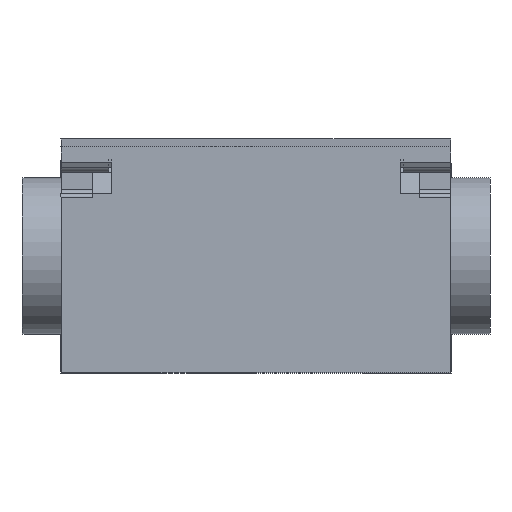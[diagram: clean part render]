
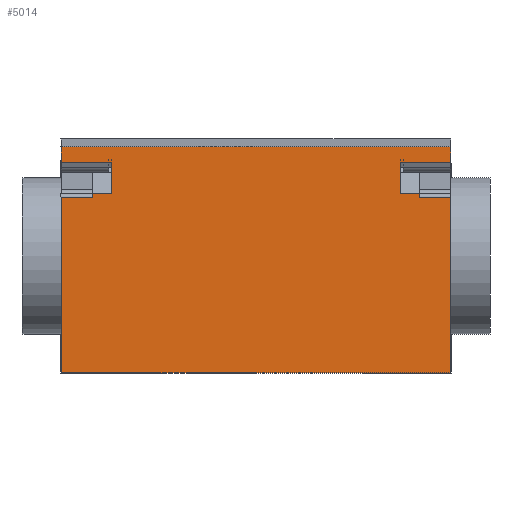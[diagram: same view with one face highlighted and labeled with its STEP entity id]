
A CAD part, front view. The second image highlights one B-rep face of the part: STEP entity #5014.
In plain terms, the highlighted planar face has unit normal (0, -1, 0).
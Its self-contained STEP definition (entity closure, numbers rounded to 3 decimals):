
#4325=CARTESIAN_POINT('',(43.5,0.,22.999));
#4326=VERTEX_POINT('',#4325);
#4360=CARTESIAN_POINT('',(43.5,0.,27.0));
#4361=VERTEX_POINT('',#4360);
#4368=CARTESIAN_POINT('',(43.5,0.,22.999));
#4369=DIRECTION('',(0.0,0.0,1.0));
#4370=VECTOR('',#4369,4.001);
#4371=LINE('',#4368,#4370);
#4372=EDGE_CURVE('',#4326,#4361,#4371,.T.);
#4382=CARTESIAN_POINT('',(6.5,0.,27.0));
#4383=VERTEX_POINT('',#4382);
#4419=CARTESIAN_POINT('',(6.5,0.,22.999));
#4420=VERTEX_POINT('',#4419);
#4427=CARTESIAN_POINT('',(6.5,0.,27.0));
#4428=DIRECTION('',(0.0,0.0,-1.0));
#4429=VECTOR('',#4428,4.001);
#4430=LINE('',#4427,#4429);
#4431=EDGE_CURVE('',#4383,#4420,#4430,.T.);
#4495=CARTESIAN_POINT('',(0.0,0.,27.0));
#4496=VERTEX_POINT('',#4495);
#4503=CARTESIAN_POINT('',(0.0,0.,29.0));
#4504=VERTEX_POINT('',#4503);
#4505=CARTESIAN_POINT('',(0.0,0.,27.0));
#4506=DIRECTION('',(0.0,0.0,1.0));
#4507=VECTOR('',#4506,2.0);
#4508=LINE('',#4505,#4507);
#4509=EDGE_CURVE('',#4496,#4504,#4508,.T.);
#4535=CARTESIAN_POINT('',(0.0,0.0,0.0));
#4536=VERTEX_POINT('',#4535);
#4543=CARTESIAN_POINT('',(0.0,0.,22.5));
#4544=VERTEX_POINT('',#4543);
#4545=CARTESIAN_POINT('',(0.0,0.,0.0));
#4546=DIRECTION('',(0.0,0.0,1.0));
#4547=VECTOR('',#4546,22.5);
#4548=LINE('',#4545,#4547);
#4549=EDGE_CURVE('',#4536,#4544,#4548,.T.);
#4594=CARTESIAN_POINT('',(6.5,0.,27.0));
#4595=DIRECTION('',(-1.0,0.0,0.0));
#4596=VECTOR('',#4595,6.5);
#4597=LINE('',#4594,#4596);
#4598=EDGE_CURVE('',#4383,#4496,#4597,.T.);
#4827=CARTESIAN_POINT('',(4.0,0.,22.5));
#4828=VERTEX_POINT('',#4827);
#4836=CARTESIAN_POINT('',(4.0,0.,22.999));
#4837=VERTEX_POINT('',#4836);
#4838=CARTESIAN_POINT('',(4.0,0.,22.5));
#4839=DIRECTION('',(0.0,0.0,1.0));
#4840=VECTOR('',#4839,0.499);
#4841=LINE('',#4838,#4840);
#4842=EDGE_CURVE('',#4828,#4837,#4841,.T.);
#4870=CARTESIAN_POINT('',(6.5,0.,22.999));
#4871=DIRECTION('',(-1.0,0.0,0.0));
#4872=VECTOR('',#4871,2.5);
#4873=LINE('',#4870,#4872);
#4874=EDGE_CURVE('',#4420,#4837,#4873,.T.);
#4904=CARTESIAN_POINT('',(0.0,0.,22.5));
#4905=DIRECTION('',(1.0,0.0,0.0));
#4906=VECTOR('',#4905,4.0);
#4907=LINE('',#4904,#4906);
#4908=EDGE_CURVE('',#4544,#4828,#4907,.T.);
#4920=CARTESIAN_POINT('',(50.,0.,29.0));
#4921=VERTEX_POINT('',#4920);
#4922=CARTESIAN_POINT('',(0.0,0.,29.));
#4923=DIRECTION('',(1.0,0.0,0.0));
#4924=VECTOR('',#4923,50.);
#4925=LINE('',#4922,#4924);
#4926=EDGE_CURVE('',#4504,#4921,#4925,.T.);
#4946=CARTESIAN_POINT('',(41.1,0.,0.));
#4947=DIRECTION('',(0.0,-1.0,0.0));
#4948=DIRECTION('',(0.0,0.0,1.0));
#4949=AXIS2_PLACEMENT_3D('',#4946,#4947,#4948);
#4950=PLANE('',#4949);
#4951=CARTESIAN_POINT('',(50.,0.0,0.0));
#4952=VERTEX_POINT('',#4951);
#4953=CARTESIAN_POINT('',(0.0,0.,0.));
#4954=DIRECTION('',(1.0,0.0,0.0));
#4955=VECTOR('',#4954,50.);
#4956=LINE('',#4953,#4955);
#4957=EDGE_CURVE('',#4536,#4952,#4956,.T.);
#4958=ORIENTED_EDGE('',*,*,#4957,.T.);
#4959=CARTESIAN_POINT('',(50.,0.,22.5));
#4960=VERTEX_POINT('',#4959);
#4961=CARTESIAN_POINT('',(50.,0.,0.0));
#4962=DIRECTION('',(0.0,0.0,1.0));
#4963=VECTOR('',#4962,22.5);
#4964=LINE('',#4961,#4963);
#4965=EDGE_CURVE('',#4952,#4960,#4964,.T.);
#4966=ORIENTED_EDGE('',*,*,#4965,.T.);
#4967=CARTESIAN_POINT('',(46.,0.,22.5));
#4968=VERTEX_POINT('',#4967);
#4969=CARTESIAN_POINT('',(50.,0.,22.5));
#4970=DIRECTION('',(-1.0,0.0,0.0));
#4971=VECTOR('',#4970,4.0);
#4972=LINE('',#4969,#4971);
#4973=EDGE_CURVE('',#4960,#4968,#4972,.T.);
#4974=ORIENTED_EDGE('',*,*,#4973,.T.);
#4975=CARTESIAN_POINT('',(46.,0.,22.999));
#4976=VERTEX_POINT('',#4975);
#4977=CARTESIAN_POINT('',(46.,0.,22.5));
#4978=DIRECTION('',(0.0,0.0,1.0));
#4979=VECTOR('',#4978,0.499);
#4980=LINE('',#4977,#4979);
#4981=EDGE_CURVE('',#4968,#4976,#4980,.T.);
#4982=ORIENTED_EDGE('',*,*,#4981,.T.);
#4983=CARTESIAN_POINT('',(43.5,0.,22.999));
#4984=DIRECTION('',(1.0,0.0,0.0));
#4985=VECTOR('',#4984,2.5);
#4986=LINE('',#4983,#4985);
#4987=EDGE_CURVE('',#4326,#4976,#4986,.T.);
#4988=ORIENTED_EDGE('',*,*,#4987,.F.);
#4989=ORIENTED_EDGE('',*,*,#4372,.T.);
#4990=CARTESIAN_POINT('',(50.,0.,27.0));
#4991=VERTEX_POINT('',#4990);
#4992=CARTESIAN_POINT('',(43.5,0.,27.0));
#4993=DIRECTION('',(1.0,0.0,0.0));
#4994=VECTOR('',#4993,6.5);
#4995=LINE('',#4992,#4994);
#4996=EDGE_CURVE('',#4361,#4991,#4995,.T.);
#4997=ORIENTED_EDGE('',*,*,#4996,.T.);
#4998=CARTESIAN_POINT('',(50.,0.,27.0));
#4999=DIRECTION('',(0.0,0.0,1.0));
#5000=VECTOR('',#4999,2.0);
#5001=LINE('',#4998,#5000);
#5002=EDGE_CURVE('',#4991,#4921,#5001,.T.);
#5003=ORIENTED_EDGE('',*,*,#5002,.T.);
#5004=ORIENTED_EDGE('',*,*,#4926,.F.);
#5005=ORIENTED_EDGE('',*,*,#4509,.F.);
#5006=ORIENTED_EDGE('',*,*,#4598,.F.);
#5007=ORIENTED_EDGE('',*,*,#4431,.T.);
#5008=ORIENTED_EDGE('',*,*,#4874,.T.);
#5009=ORIENTED_EDGE('',*,*,#4842,.F.);
#5010=ORIENTED_EDGE('',*,*,#4908,.F.);
#5011=ORIENTED_EDGE('',*,*,#4549,.F.);
#5012=EDGE_LOOP('',(#4958,#4966,#4974,#4982,#4988,#4989,#4997,#5003,#5004,#5005,#5006,#5007,#5008,#5009,#5010,#5011));
#5013=FACE_OUTER_BOUND('',#5012,.T.);
#5014=ADVANCED_FACE('',(#5013),#4950,.T.);
